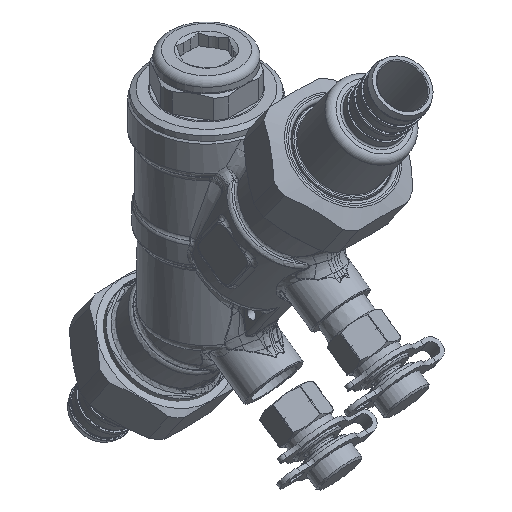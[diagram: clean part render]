
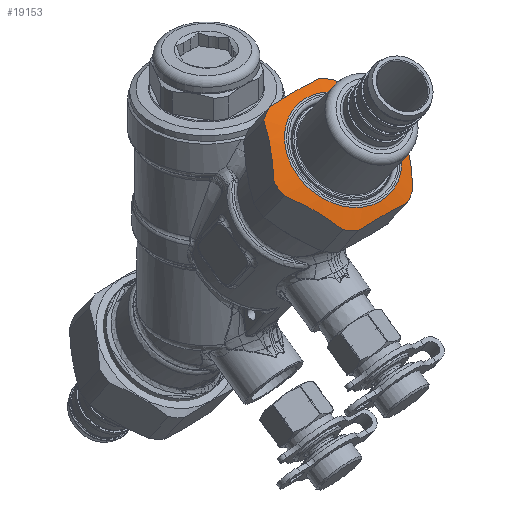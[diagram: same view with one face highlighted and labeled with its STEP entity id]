
A CAD part, isometric view. The second image highlights one B-rep face of the part: STEP entity #19153.
In plain terms, the highlighted conical face has half-angle 60 degrees and reference radius 17.78 mm.
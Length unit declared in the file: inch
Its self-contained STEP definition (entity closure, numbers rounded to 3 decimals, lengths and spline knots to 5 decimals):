
#943=(
BOUNDED_CURVE()
B_SPLINE_CURVE(2,(#140124,#140125,#140126),.UNSPECIFIED.,.F.,.F.)
B_SPLINE_CURVE_WITH_KNOTS((3,3),(0.,1.67512),.UNSPECIFIED.)
CURVE()
GEOMETRIC_REPRESENTATION_ITEM()
RATIONAL_B_SPLINE_CURVE((1.,1.096,1.))
REPRESENTATION_ITEM('')
);
#944=(
BOUNDED_CURVE()
B_SPLINE_CURVE(2,(#140130,#140131,#140132),.UNSPECIFIED.,.F.,.F.)
B_SPLINE_CURVE_WITH_KNOTS((3,3),(0.,1.67512),.UNSPECIFIED.)
CURVE()
GEOMETRIC_REPRESENTATION_ITEM()
RATIONAL_B_SPLINE_CURVE((1.,1.096,1.))
REPRESENTATION_ITEM('')
);
#945=(
BOUNDED_CURVE()
B_SPLINE_CURVE(2,(#140136,#140137,#140138),.UNSPECIFIED.,.F.,.F.)
B_SPLINE_CURVE_WITH_KNOTS((3,3),(0.,1.67512),.UNSPECIFIED.)
CURVE()
GEOMETRIC_REPRESENTATION_ITEM()
RATIONAL_B_SPLINE_CURVE((1.,1.096,1.))
REPRESENTATION_ITEM('')
);
#946=(
BOUNDED_CURVE()
B_SPLINE_CURVE(2,(#140142,#140143,#140144),.UNSPECIFIED.,.F.,.F.)
B_SPLINE_CURVE_WITH_KNOTS((3,3),(0.,1.67512),.UNSPECIFIED.)
CURVE()
GEOMETRIC_REPRESENTATION_ITEM()
RATIONAL_B_SPLINE_CURVE((1.,1.096,1.))
REPRESENTATION_ITEM('')
);
#947=(
BOUNDED_CURVE()
B_SPLINE_CURVE(2,(#140148,#140149,#140150),.UNSPECIFIED.,.F.,.F.)
B_SPLINE_CURVE_WITH_KNOTS((3,3),(0.,1.67512),.UNSPECIFIED.)
CURVE()
GEOMETRIC_REPRESENTATION_ITEM()
RATIONAL_B_SPLINE_CURVE((1.,1.096,1.))
REPRESENTATION_ITEM('')
);
#948=(
BOUNDED_CURVE()
B_SPLINE_CURVE(2,(#140154,#140155,#140156),.UNSPECIFIED.,.F.,.F.)
B_SPLINE_CURVE_WITH_KNOTS((3,3),(0.,1.67512),.UNSPECIFIED.)
CURVE()
GEOMETRIC_REPRESENTATION_ITEM()
RATIONAL_B_SPLINE_CURVE((1.,1.096,1.))
REPRESENTATION_ITEM('')
);
#2328=CONICAL_SURFACE('',#20498,0.7,1.047);
#3601=FACE_OUTER_BOUND('',#4812,.T.);
#4812=EDGE_LOOP('',(#16188,#16189,#16190,#16191,#16192,#16193,#16194,#16195,
#16196,#16197,#16198,#16199,#16200,#16201,#16202,#16203));
#5700=CIRCLE('',#20495,0.60928);
#5702=CIRCLE('',#20499,0.8);
#5703=CIRCLE('',#20500,0.8);
#5704=CIRCLE('',#20501,0.8);
#5705=CIRCLE('',#20502,0.8);
#5706=CIRCLE('',#20503,0.8);
#5707=CIRCLE('',#20504,0.8);
#5708=CIRCLE('',#20505,0.8);
#6215=LINE('',#140120,#6621);
#6621=VECTOR('',#23519,0.7);
#8187=VERTEX_POINT('',#140112);
#8189=VERTEX_POINT('',#140119);
#8190=VERTEX_POINT('',#140121);
#8191=VERTEX_POINT('',#140123);
#8192=VERTEX_POINT('',#140127);
#8193=VERTEX_POINT('',#140129);
#8194=VERTEX_POINT('',#140133);
#8195=VERTEX_POINT('',#140135);
#8196=VERTEX_POINT('',#140139);
#8197=VERTEX_POINT('',#140141);
#8198=VERTEX_POINT('',#140145);
#8199=VERTEX_POINT('',#140147);
#8200=VERTEX_POINT('',#140151);
#8201=VERTEX_POINT('',#140153);
#10879=EDGE_CURVE('',#8187,#8187,#5700,.T.);
#10881=EDGE_CURVE('',#8187,#8189,#6215,.T.);
#10882=EDGE_CURVE('',#8190,#8189,#5702,.T.);
#10883=EDGE_CURVE('',#8191,#8190,#943,.T.);
#10884=EDGE_CURVE('',#8192,#8191,#5703,.T.);
#10885=EDGE_CURVE('',#8193,#8192,#944,.T.);
#10886=EDGE_CURVE('',#8194,#8193,#5704,.T.);
#10887=EDGE_CURVE('',#8195,#8194,#945,.T.);
#10888=EDGE_CURVE('',#8196,#8195,#5705,.T.);
#10889=EDGE_CURVE('',#8197,#8196,#946,.T.);
#10890=EDGE_CURVE('',#8198,#8197,#5706,.T.);
#10891=EDGE_CURVE('',#8199,#8198,#947,.T.);
#10892=EDGE_CURVE('',#8200,#8199,#5707,.T.);
#10893=EDGE_CURVE('',#8201,#8200,#948,.T.);
#10894=EDGE_CURVE('',#8189,#8201,#5708,.T.);
#16188=ORIENTED_EDGE('',*,*,#10879,.F.);
#16189=ORIENTED_EDGE('',*,*,#10881,.T.);
#16190=ORIENTED_EDGE('',*,*,#10882,.F.);
#16191=ORIENTED_EDGE('',*,*,#10883,.F.);
#16192=ORIENTED_EDGE('',*,*,#10884,.F.);
#16193=ORIENTED_EDGE('',*,*,#10885,.F.);
#16194=ORIENTED_EDGE('',*,*,#10886,.F.);
#16195=ORIENTED_EDGE('',*,*,#10887,.F.);
#16196=ORIENTED_EDGE('',*,*,#10888,.F.);
#16197=ORIENTED_EDGE('',*,*,#10889,.F.);
#16198=ORIENTED_EDGE('',*,*,#10890,.F.);
#16199=ORIENTED_EDGE('',*,*,#10891,.F.);
#16200=ORIENTED_EDGE('',*,*,#10892,.F.);
#16201=ORIENTED_EDGE('',*,*,#10893,.F.);
#16202=ORIENTED_EDGE('',*,*,#10894,.F.);
#16203=ORIENTED_EDGE('',*,*,#10881,.F.);
#19153=ADVANCED_FACE('',(#3601),#2328,.T.);
#20495=AXIS2_PLACEMENT_3D('',#140114,#23511,#23512);
#20498=AXIS2_PLACEMENT_3D('',#140118,#23517,#23518);
#20499=AXIS2_PLACEMENT_3D('',#140122,#23520,#23521);
#20500=AXIS2_PLACEMENT_3D('',#140128,#23522,#23523);
#20501=AXIS2_PLACEMENT_3D('',#140134,#23524,#23525);
#20502=AXIS2_PLACEMENT_3D('',#140140,#23526,#23527);
#20503=AXIS2_PLACEMENT_3D('',#140146,#23528,#23529);
#20504=AXIS2_PLACEMENT_3D('',#140152,#23530,#23531);
#20505=AXIS2_PLACEMENT_3D('',#140157,#23532,#23533);
#23511=DIRECTION('center_axis',(0.,-0.574,
0.819));
#23512=DIRECTION('ref_axis',(-1.,0.,0.));
#23517=DIRECTION('center_axis',(0.,0.574,
-0.819));
#23518=DIRECTION('ref_axis',(1.,0.,0.));
#23519=DIRECTION('',(-0.866,0.287,-0.41));
#23520=DIRECTION('center_axis',(0.,0.574,
-0.819));
#23521=DIRECTION('ref_axis',(-1.,0.,0.));
#23522=DIRECTION('center_axis',(0.,0.574,
-0.819));
#23523=DIRECTION('ref_axis',(-1.,0.,0.));
#23524=DIRECTION('center_axis',(0.,0.574,
-0.819));
#23525=DIRECTION('ref_axis',(-1.,0.,0.));
#23526=DIRECTION('center_axis',(0.,0.574,
-0.819));
#23527=DIRECTION('ref_axis',(-1.,0.,0.));
#23528=DIRECTION('center_axis',(0.,0.574,
-0.819));
#23529=DIRECTION('ref_axis',(-1.,0.,0.));
#23530=DIRECTION('center_axis',(0.,0.574,
-0.819));
#23531=DIRECTION('ref_axis',(-1.,0.,0.));
#23532=DIRECTION('center_axis',(0.,0.574,
-0.819));
#23533=DIRECTION('ref_axis',(-1.,0.,0.));
#140112=CARTESIAN_POINT('',(-0.60928,-1.83326,0.2184));
#140114=CARTESIAN_POINT('Origin',(0.,-1.83326,
0.2184));
#140118=CARTESIAN_POINT('Origin',(0.,-1.80322,
0.1755));
#140119=CARTESIAN_POINT('',(-0.8,-1.77011,0.12821));
#140120=CARTESIAN_POINT('',(-0.7,-1.80322,0.1755));
#140121=CARTESIAN_POINT('',(-0.79583,-1.83694,0.08141));
#140122=CARTESIAN_POINT('Origin',(0.,-1.77011,
0.12821));
#140123=CARTESIAN_POINT('',(-0.46857,-2.30126,-0.24371));
#140124=CARTESIAN_POINT('Ctrl Pts',(-0.46857,-2.30126,
-0.24371));
#140125=CARTESIAN_POINT('Ctrl Pts',(-0.6322,-2.11343,
-0.01784));
#140126=CARTESIAN_POINT('Ctrl Pts',(-0.79583,-1.83694,
0.08141));
#140127=CARTESIAN_POINT('',(-0.32726,-2.36809,-0.29051));
#140128=CARTESIAN_POINT('Origin',(0.,-1.77011,
0.12821));
#140129=CARTESIAN_POINT('',(0.32726,-2.36809,-0.29051));
#140130=CARTESIAN_POINT('Ctrl Pts',(0.32726,-2.36809,
-0.29051));
#140131=CARTESIAN_POINT('Ctrl Pts',(0.,-2.41242,
-0.22719));
#140132=CARTESIAN_POINT('Ctrl Pts',(-0.32726,-2.36809,
-0.29051));
#140133=CARTESIAN_POINT('',(0.46857,-2.30126,-0.24371));
#140134=CARTESIAN_POINT('Origin',(0.,-1.77011,
0.12821));
#140135=CARTESIAN_POINT('',(0.79583,-1.83694,0.08141));
#140136=CARTESIAN_POINT('Ctrl Pts',(0.79583,-1.83694,
0.08141));
#140137=CARTESIAN_POINT('Ctrl Pts',(0.6322,-2.11343,
-0.01784));
#140138=CARTESIAN_POINT('Ctrl Pts',(0.46857,-2.30126,
-0.24371));
#140139=CARTESIAN_POINT('',(0.79583,-1.70328,0.175));
#140140=CARTESIAN_POINT('Origin',(0.,-1.77011,
0.12821));
#140141=CARTESIAN_POINT('',(0.46857,-1.23896,0.50012));
#140142=CARTESIAN_POINT('Ctrl Pts',(0.46857,-1.23896,
0.50012));
#140143=CARTESIAN_POINT('Ctrl Pts',(0.6322,-1.51545,
0.40088));
#140144=CARTESIAN_POINT('Ctrl Pts',(0.79583,-1.70328,
0.175));
#140145=CARTESIAN_POINT('',(0.32726,-1.17213,0.54692));
#140146=CARTESIAN_POINT('Origin',(0.,-1.77011,
0.12821));
#140147=CARTESIAN_POINT('',(-0.32726,-1.17213,0.54692));
#140148=CARTESIAN_POINT('Ctrl Pts',(-0.32726,-1.17213,
0.54692));
#140149=CARTESIAN_POINT('Ctrl Pts',(0.,-1.21646,
0.61023));
#140150=CARTESIAN_POINT('Ctrl Pts',(0.32726,-1.17213,
0.54692));
#140151=CARTESIAN_POINT('',(-0.46857,-1.23896,0.50012));
#140152=CARTESIAN_POINT('Origin',(0.,-1.77011,
0.12821));
#140153=CARTESIAN_POINT('',(-0.79583,-1.70328,0.175));
#140154=CARTESIAN_POINT('Ctrl Pts',(-0.79583,-1.70328,
0.175));
#140155=CARTESIAN_POINT('Ctrl Pts',(-0.6322,-1.51545,
0.40088));
#140156=CARTESIAN_POINT('Ctrl Pts',(-0.46857,-1.23896,
0.50012));
#140157=CARTESIAN_POINT('Origin',(0.,-1.77011,
0.12821));
